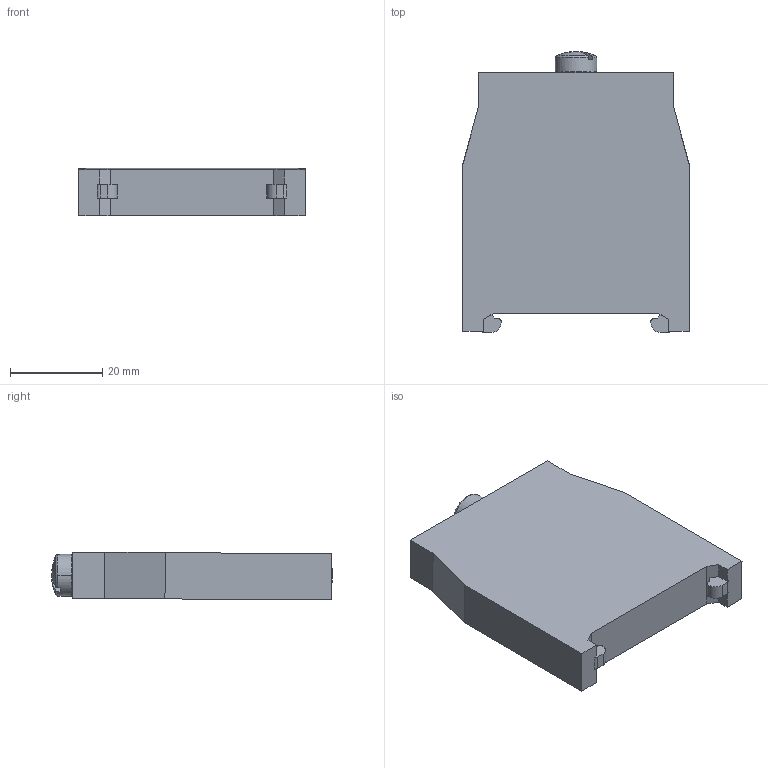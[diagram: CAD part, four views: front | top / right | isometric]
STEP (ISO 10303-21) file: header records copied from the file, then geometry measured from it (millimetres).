
FILE_DESCRIPTION(/* description */ (''),/* implementation_level */ '2;1');
FILE_NAME(/* name */ '2761_0_HES-35.stp',/* time_stamp */ '2019-02-07T13:11:17+01:00',/* author */ (''),/* organization */ (''),/* preprocessor_version */ 'ST-DEVELOPER v16.7',/* originating_system */ 'SIEMENS PLM Software NX 12.0',/* authorisation */ '');
FILE_SCHEMA (('AP203_CONFIGURATION_CONTROLLED_3D_DESIGN_OF_MECHANICAL_PARTS_AND_ASSEMBLIES_MIM_LF { 1 0 10303 403 2 1 2}'));
Length unit declared in the file: millimetre
Products named in the file (1): 2761_0_HES-35
Bounding box: 49 x 60.7 x 10.34 mm (x, y, z)
Volume: 25239.4 mm3; surface area: 7306.6 mm2
Topology: 1 solids, 1 shells, 81 faces, 233 edges, 153 vertices
Faces by surface type: plane 57, cylinder 10, torus 6, cone 6, sphere 2
Entity records: 2913 total; most frequent: CARTESIAN_POINT 719, ORIENTED_EDGE 462, DIRECTION 417, EDGE_CURVE 231, VERTEX_POINT 153, LINE 139, VECTOR 139, AXIS2_PLACEMENT_3D 139
